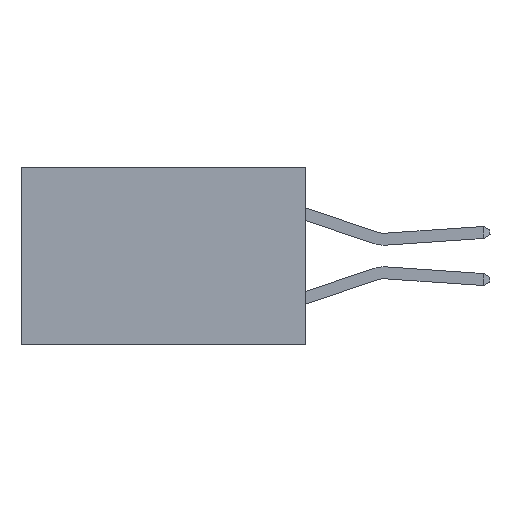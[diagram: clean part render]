
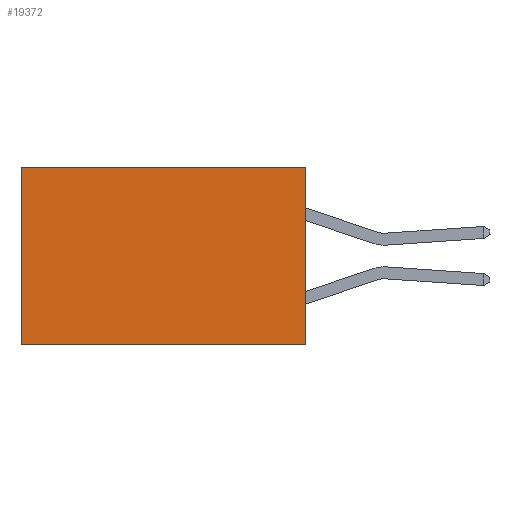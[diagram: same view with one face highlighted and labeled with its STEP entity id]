
A CAD part, left-side view. The second image highlights one B-rep face of the part: STEP entity #19372.
In plain terms, the highlighted planar face has unit normal (-1, 0, 0).
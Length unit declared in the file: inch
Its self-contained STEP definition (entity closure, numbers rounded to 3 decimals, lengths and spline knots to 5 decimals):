
#225 = VERTEX_POINT ( 'NONE', #21276 ) ;
#1041 = DIRECTION ( 'NONE',  ( 0., 0., -1. ) ) ;
#2419 = LINE ( 'NONE', #19689, #7793 ) ;
#3014 = CARTESIAN_POINT ( 'NONE',  ( 0.277, 0., 0. ) ) ;
#3360 = LINE ( 'NONE', #17124, #14890 ) ;
#5117 = ORIENTED_EDGE ( 'NONE', *, *, #6202, .T. ) ;
#6202 = EDGE_CURVE ( 'NONE', #28089, #225, #2419, .T. ) ;
#6488 = CARTESIAN_POINT ( 'NONE',  ( 0.277, 0., -0.37 ) ) ;
#6669 = DIRECTION ( 'NONE',  ( 1., 0., 0. ) ) ;
#7793 = VECTOR ( 'NONE', #19785, 39.37008 ) ;
#9349 = FACE_OUTER_BOUND ( 'NONE', #14510, .T. ) ;
#10508 = ORIENTED_EDGE ( 'NONE', *, *, #16067, .F. ) ;
#11729 = VERTEX_POINT ( 'NONE', #15128 ) ;
#12253 = VECTOR ( 'NONE', #13830, 39.37008 ) ;
#13830 = DIRECTION ( 'NONE',  ( 0., 1., 0. ) ) ;
#14370 = EDGE_CURVE ( 'NONE', #225, #11729, #23196, .T. ) ;
#14486 = ORIENTED_EDGE ( 'NONE', *, *, #23645, .F. ) ;
#14510 = EDGE_LOOP ( 'NONE', ( #26938, #10508, #14486, #5117 ) ) ;
#14890 = VECTOR ( 'NONE', #19353, 39.37008 ) ;
#15128 = CARTESIAN_POINT ( 'NONE',  ( 0.277, 0.59, -0.37 ) ) ;
#15818 = PLANE ( 'NONE',  #21322 ) ;
#16067 = EDGE_CURVE ( 'NONE', #24562, #11729, #19620, .T. ) ;
#16580 = VECTOR ( 'NONE', #1041, 39.37008 ) ;
#17124 = CARTESIAN_POINT ( 'NONE',  ( 0.277, 0., -0.37 ) ) ;
#19353 = DIRECTION ( 'NONE',  ( 0., 0., -1. ) ) ;
#19372 = ADVANCED_FACE ( 'NONE', ( #9349 ), #15818, .F. ) ;
#19620 = LINE ( 'NONE', #24947, #12253 ) ;
#19689 = CARTESIAN_POINT ( 'NONE',  ( 0.277, 0., 0. ) ) ;
#19785 = DIRECTION ( 'NONE',  ( 0., 1., 0. ) ) ;
#21276 = CARTESIAN_POINT ( 'NONE',  ( 0.277, 0.59, 0. ) ) ;
#21322 = AXIS2_PLACEMENT_3D ( 'NONE', #24699, #6669, #22520 ) ;
#22520 = DIRECTION ( 'NONE',  ( 0., 0., -1. ) ) ;
#23196 = LINE ( 'NONE', #28167, #16580 ) ;
#23645 = EDGE_CURVE ( 'NONE', #28089, #24562, #3360, .T. ) ;
#24562 = VERTEX_POINT ( 'NONE', #6488 ) ;
#24699 = CARTESIAN_POINT ( 'NONE',  ( 0.277, 0., -0.37 ) ) ;
#24947 = CARTESIAN_POINT ( 'NONE',  ( 0.277, 0., -0.37 ) ) ;
#26938 = ORIENTED_EDGE ( 'NONE', *, *, #14370, .T. ) ;
#28089 = VERTEX_POINT ( 'NONE', #3014 ) ;
#28167 = CARTESIAN_POINT ( 'NONE',  ( 0.277, 0.59, -0.37 ) ) ;
